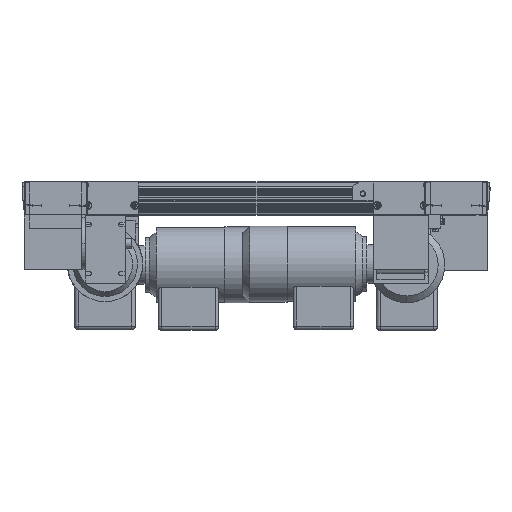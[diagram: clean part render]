
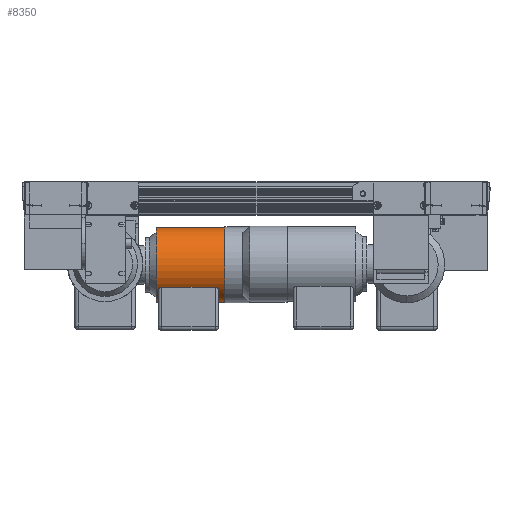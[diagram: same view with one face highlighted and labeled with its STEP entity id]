
A CAD part, top view. The second image highlights one B-rep face of the part: STEP entity #8350.
In plain terms, the highlighted cylindrical face has radius 54.526 mm (diameter 109.052 mm), a partial arc.
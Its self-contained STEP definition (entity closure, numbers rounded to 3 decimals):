
#8350=ADVANCED_FACE('',(#14071),#14072,.T.);
#14071=FACE_OUTER_BOUND('',#20573,.T.);
#14072=CYLINDRICAL_SURFACE('',#20574,54.526);
#20573=EDGE_LOOP('',(#35315,#35316,#35317,#35318,#35319,#35320,#35321,#35322,#35323,#35324));
#20574=AXIS2_PLACEMENT_3D('',#35325,#35326,#35327);
#35315=ORIENTED_EDGE('',*,*,#44549,.F.);
#35316=ORIENTED_EDGE('',*,*,#44550,.T.);
#35317=ORIENTED_EDGE('',*,*,#44551,.T.);
#35318=ORIENTED_EDGE('',*,*,#44552,.F.);
#35319=ORIENTED_EDGE('',*,*,#44553,.F.);
#35320=ORIENTED_EDGE('',*,*,#44554,.F.);
#35321=ORIENTED_EDGE('',*,*,#44555,.T.);
#35322=ORIENTED_EDGE('',*,*,#44556,.T.);
#35323=ORIENTED_EDGE('',*,*,#44557,.T.);
#35324=ORIENTED_EDGE('',*,*,#44558,.F.);
#35325=CARTESIAN_POINT('',(0.0,-40.0,-30.0));
#35326=DIRECTION('',(0.0,1.0,0.));
#35327=DIRECTION('',(0.0,0.,1.0));
#44549=EDGE_CURVE('',#53870,#53871,#53872,.T.);
#44550=EDGE_CURVE('',#53870,#53873,#53874,.T.);
#44551=EDGE_CURVE('',#53873,#53875,#53876,.T.);
#44552=EDGE_CURVE('',#53877,#53875,#53878,.T.);
#44553=EDGE_CURVE('',#53879,#53877,#53880,.T.);
#44554=EDGE_CURVE('',#53881,#53879,#53882,.T.);
#44555=EDGE_CURVE('',#53881,#53883,#53884,.T.);
#44556=EDGE_CURVE('',#53883,#53885,#53886,.T.);
#44557=EDGE_CURVE('',#53885,#53887,#53888,.T.);
#44558=EDGE_CURVE('',#53871,#53887,#53889,.T.);
#53870=VERTEX_POINT('',#69510);
#53871=VERTEX_POINT('',#69511);
#53872=LINE('',#69512,#69513);
#53873=VERTEX_POINT('',#69514);
#53874=CIRCLE('',#69515,54.526);
#53875=VERTEX_POINT('',#69516);
#53876=LINE('',#69517,#69518);
#53877=VERTEX_POINT('',#69519);
#53878=CIRCLE('',#69520,54.526);
#53879=VERTEX_POINT('',#69521);
#53880=LINE('',#69522,#69523);
#53881=VERTEX_POINT('',#69524);
#53882=CIRCLE('',#69525,54.526);
#53883=VERTEX_POINT('',#69526);
#53884=B_SPLINE_CURVE_WITH_KNOTS('',3,(#69527,#69528,#69529,#69530,#69531,#69532,#69533,#69534,#69535,#69536,#69537,#69538,#69539,#69540,#69541,#69542,#69543,#69544,#69545,#69546,#69547),.UNSPECIFIED.,.F.,.F.,(4,1,1,1,1,1,1,1,1,1,1,1,1,1,1,1,1,1,4),(0.0,0.031,0.062,0.093,0.124,0.155,0.186,0.217,0.249,0.376,0.499,0.63,0.749,0.813,0.874,0.906,0.938,0.969,1.0),.UNSPECIFIED.);
#53885=VERTEX_POINT('',#69548);
#53886=LINE('',#69549,#69550);
#53887=VERTEX_POINT('',#69551);
#53888=B_SPLINE_CURVE_WITH_KNOTS('',3,(#69552,#69553,#69554,#69555,#69556,#69557,#69558,#69559,#69560,#69561,#69562,#69563,#69564,#69565,#69566,#69567,#69568,#69569,#69570,#69571),.UNSPECIFIED.,.F.,.F.,(4,1,1,1,1,1,1,1,1,1,1,1,1,1,1,1,1,4),(0.0,0.018,0.035,0.053,0.071,0.089,0.107,0.125,0.186,0.251,0.37,0.501,0.623,0.75,0.813,0.875,0.938,1.0),.UNSPECIFIED.);
#53889=CIRCLE('',#69572,54.526);
#69510=CARTESIAN_POINT('',(0.,-165.0,-84.526));
#69511=CARTESIAN_POINT('',(0.,-156.0,-84.526));
#69512=CARTESIAN_POINT('',(0.,-40.0,-84.526));
#69513=VECTOR('',#78744,1.0);
#69514=CARTESIAN_POINT('',(0.0,-165.0,24.526));
#69515=AXIS2_PLACEMENT_3D('',#78745,#78746,#78747);
#69516=CARTESIAN_POINT('',(0.0,-65.0,24.526));
#69517=CARTESIAN_POINT('',(0.0,-40.0,24.526));
#69518=VECTOR('',#78748,1.0);
#69519=CARTESIAN_POINT('',(0.,-65.0,-84.526));
#69520=AXIS2_PLACEMENT_3D('',#78749,#78750,#78751);
#69521=CARTESIAN_POINT('',(0.,-68.0,-84.526));
#69522=CARTESIAN_POINT('',(0.,-40.0,-84.526));
#69523=VECTOR('',#78752,1.0);
#69524=CARTESIAN_POINT('',(-39.0,-68.0,-68.106));
#69525=AXIS2_PLACEMENT_3D('',#78753,#78754,#78755);
#69526=CARTESIAN_POINT('',(-44.0,-73.0,-62.204));
#69527=CARTESIAN_POINT('',(-39.,-68.0,-68.106));
#69528=CARTESIAN_POINT('',(-39.072,-68.001,-68.032));
#69529=CARTESIAN_POINT('',(-39.217,-68.003,-67.883));
#69530=CARTESIAN_POINT('',(-39.433,-68.017,-67.658));
#69531=CARTESIAN_POINT('',(-39.647,-68.04,-67.433));
#69532=CARTESIAN_POINT('',(-39.86,-68.072,-67.207));
#69533=CARTESIAN_POINT('',(-40.07,-68.114,-66.98));
#69534=CARTESIAN_POINT('',(-40.28,-68.165,-66.751));
#69535=CARTESIAN_POINT('',(-40.487,-68.225,-66.523));
#69536=CARTESIAN_POINT('',(-40.902,-68.364,-66.061));
#69537=CARTESIAN_POINT('',(-41.496,-68.636,-65.378));
#69538=CARTESIAN_POINT('',(-42.244,-69.159,-64.481));
#69539=CARTESIAN_POINT('',(-42.908,-69.827,-63.65));
#69540=CARTESIAN_POINT('',(-43.383,-70.55,-63.032));
#69541=CARTESIAN_POINT('',(-43.68,-71.208,-62.637));
#69542=CARTESIAN_POINT('',(-43.829,-71.678,-62.437));
#69543=CARTESIAN_POINT('',(-43.916,-72.07,-62.318));
#69544=CARTESIAN_POINT('',(-43.964,-72.378,-62.253));
#69545=CARTESIAN_POINT('',(-43.994,-72.688,-62.212));
#69546=CARTESIAN_POINT('',(-43.998,-72.896,-62.207));
#69547=CARTESIAN_POINT('',(-44.0,-73.0,-62.204));
#69548=CARTESIAN_POINT('',(-44.0,-151.0,-62.204));
#69549=CARTESIAN_POINT('',(-44.0,-40.0,-62.204));
#69550=VECTOR('',#78756,1.0);
#69551=CARTESIAN_POINT('',(-39.0,-156.0,-68.106));
#69552=CARTESIAN_POINT('',(-44.0,-151.0,-62.204));
#69553=CARTESIAN_POINT('',(-43.999,-151.059,-62.205));
#69554=CARTESIAN_POINT('',(-43.998,-151.177,-62.206));
#69555=CARTESIAN_POINT('',(-43.989,-151.354,-62.22));
#69556=CARTESIAN_POINT('',(-43.973,-151.53,-62.241));
#69557=CARTESIAN_POINT('',(-43.951,-151.705,-62.271));
#69558=CARTESIAN_POINT('',(-43.923,-151.88,-62.309));
#69559=CARTESIAN_POINT('',(-43.889,-152.054,-62.355));
#69560=CARTESIAN_POINT('',(-43.817,-152.359,-62.452));
#69561=CARTESIAN_POINT('',(-43.682,-152.787,-62.635));
#69562=CARTESIAN_POINT('',(-43.385,-153.446,-63.029));
#69563=CARTESIAN_POINT('',(-42.911,-154.17,-63.647));
#69564=CARTESIAN_POINT('',(-42.248,-154.838,-64.477));
#69565=CARTESIAN_POINT('',(-41.502,-155.361,-65.372));
#69566=CARTESIAN_POINT('',(-40.842,-155.664,-66.13));
#69567=CARTESIAN_POINT('',(-40.287,-155.838,-66.744));
#69568=CARTESIAN_POINT('',(-39.865,-155.931,-67.202));
#69569=CARTESIAN_POINT('',(-39.436,-155.989,-67.657));
#69570=CARTESIAN_POINT('',(-39.145,-155.996,-67.957));
#69571=CARTESIAN_POINT('',(-39.,-156.0,-68.106));
#69572=AXIS2_PLACEMENT_3D('',#78757,#78758,#78759);
#78744=DIRECTION('',(0.0,1.0,0.));
#78745=CARTESIAN_POINT('',(0.0,-165.0,-30.0));
#78746=DIRECTION('',(0.0,1.0,0.0));
#78747=DIRECTION('',(0.0,0.0,1.0));
#78748=DIRECTION('',(0.0,1.0,0.));
#78749=CARTESIAN_POINT('',(0.0,-65.0,-30.0));
#78750=DIRECTION('',(0.0,1.0,0.0));
#78751=DIRECTION('',(0.0,0.0,1.0));
#78752=DIRECTION('',(0.0,1.0,0.));
#78753=CARTESIAN_POINT('',(0.0,-68.0,-30.0));
#78754=DIRECTION('',(0.0,-1.0,0.0));
#78755=DIRECTION('',(0.0,0.0,-1.0));
#78756=DIRECTION('',(0.0,-1.0,0.));
#78757=CARTESIAN_POINT('',(0.0,-156.0,-30.0));
#78758=DIRECTION('',(0.0,1.0,0.0));
#78759=DIRECTION('',(0.0,0.0,1.0));
